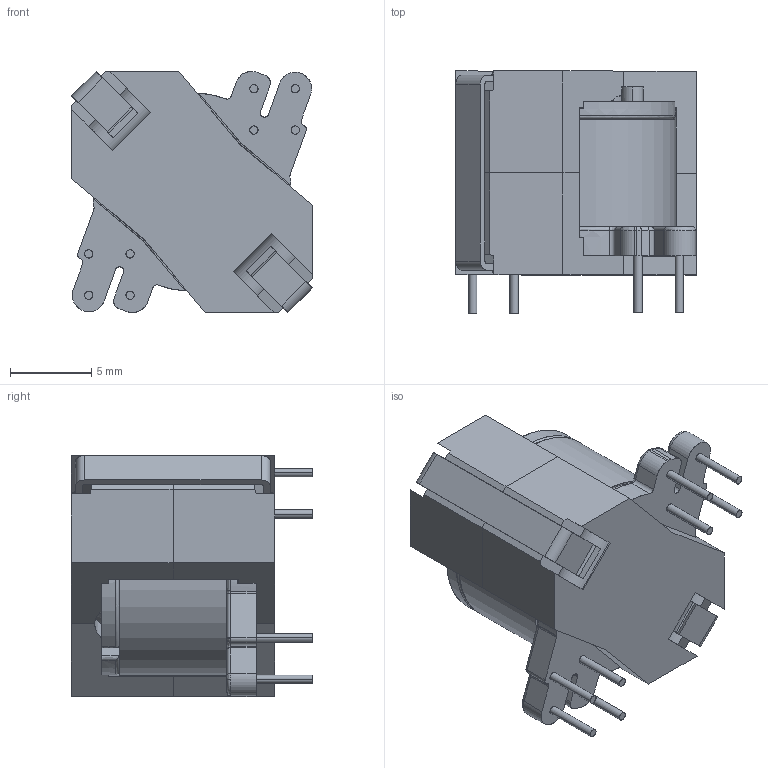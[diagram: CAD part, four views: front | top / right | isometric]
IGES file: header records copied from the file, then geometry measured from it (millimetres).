
Start section: SolidWorks IGES file using analytic representation for surfaces
Global section: file name: RM6_5609_0195.IGS; native system: SolidWorks 2017; preprocessor: SolidWorks 2017; author: e.wtnpm; date: 210629.144825; units: millimetre
Bounding box: 14.81 x 14.89 x 14.83 mm (x, y, z)
Surface area: 2990.5 mm2 (no closed solid volume)
Topology: 0 solids, 0 shells, 283 faces, 2739 edges, 2734 vertices
Faces by surface type: bspline 156, revolution 127
